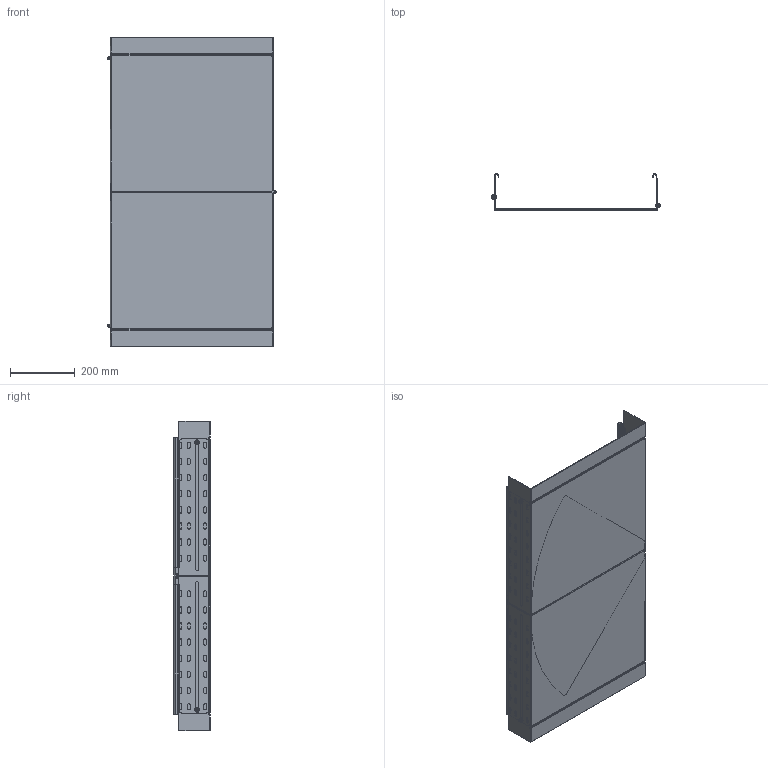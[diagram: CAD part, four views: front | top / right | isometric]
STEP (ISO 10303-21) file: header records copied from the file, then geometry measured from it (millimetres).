
FILE_DESCRIPTION(/* description */ (''),/* implementation_level */ '2;1');
FILE_NAME(/* name */ '6040710',/* time_stamp */ '2014-10-23T09:25:05+02:00',/* author */ (''),/* organization */ (''),/* preprocessor_version */ 'ST-DEVELOPER v15',/* originating_system */ '',/* authorisation */ '');
FILE_SCHEMA (('AUTOMOTIVE_DESIGN'));
Length unit declared in the file: millimetre
Products named in the file (2): Document; Block 01
Assembly tree (1 placements, depth 2):
  Document
    Block 01
Bounding box: 525 x 111.98 x 960 mm (x, y, z)
Volume: 1497215.5 mm3; surface area: 2020353 mm2
Topology: 5 solids, 8 shells, 1117 faces, 3065 edges, 1953 vertices
Faces by surface type: bspline 593, plane 524
Entity records: 41608 total; most frequent: CARTESIAN_POINT 22980, ORIENTED_EDGE 6082, EDGE_CURVE 3059, B_SPLINE_CURVE_WITH_KNOTS 1995, VERTEX_POINT 1953, EDGE_LOOP 1374, ADVANCED_FACE 1117, FACE_OUTER_BOUND 1117
